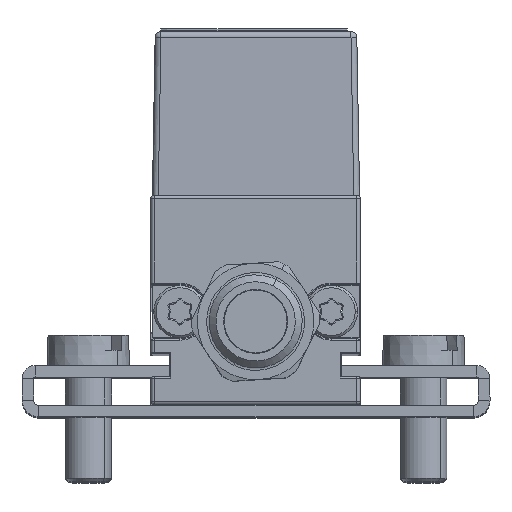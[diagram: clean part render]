
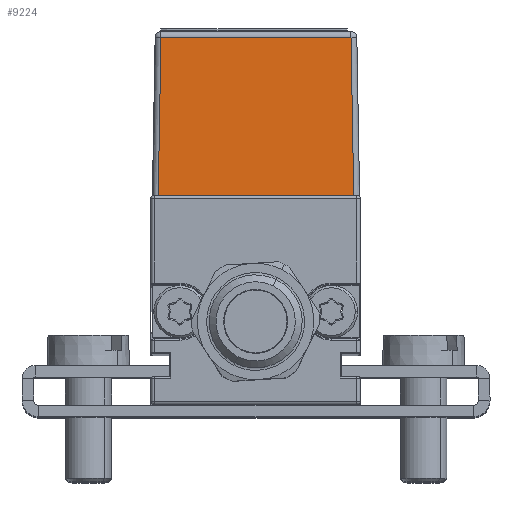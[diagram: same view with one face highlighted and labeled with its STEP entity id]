
A CAD part, top view. The second image highlights one B-rep face of the part: STEP entity #9224.
In plain terms, the highlighted planar face has unit normal (0, 0.018, 1).
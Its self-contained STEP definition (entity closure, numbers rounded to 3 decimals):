
#550 = DIRECTION ( 'NONE',  ( 0., -1., 0.017 ) ) ;
#1038 = CARTESIAN_POINT ( 'NONE',  ( 8.421, 18.302, 108.003 ) ) ;
#1741 = DIRECTION ( 'NONE',  ( 1., 0., 0. ) ) ;
#2223 = ORIENTED_EDGE ( 'NONE', *, *, #22559, .T. ) ;
#2427 = VERTEX_POINT ( 'NONE', #28273 ) ;
#3239 = DIRECTION ( 'NONE',  ( -0.017, 1., -0.017 ) ) ;
#3593 = CARTESIAN_POINT ( 'NONE',  ( -8.366, 18., 108.009 ) ) ;
#4382 = AXIS2_PLACEMENT_3D ( 'NONE', #26828, #13737, #550 ) ;
#6670 = LINE ( 'NONE', #17090, #17635 ) ;
#6847 = VECTOR ( 'NONE', #14639, 1000. ) ;
#8294 = LINE ( 'NONE', #12622, #19257 ) ;
#8909 = ORIENTED_EDGE ( 'NONE', *, *, #28212, .T. ) ;
#9224 = ADVANCED_FACE ( 'NONE', ( #23765 ), #18026, .T. ) ;
#12071 = EDGE_LOOP ( 'NONE', ( #23377, #22597, #8909, #2223 ) ) ;
#12551 = CARTESIAN_POINT ( 'NONE',  ( -8.868, 31.583, 107.771 ) ) ;
#12622 = CARTESIAN_POINT ( 'NONE',  ( -8.366, 17.991, 108.009 ) ) ;
#13737 = DIRECTION ( 'NONE',  ( 0., 0.017, 1. ) ) ;
#14639 = DIRECTION ( 'NONE',  ( -1., 0., 0. ) ) ;
#15639 = VERTEX_POINT ( 'NONE', #26152 ) ;
#17090 = CARTESIAN_POINT ( 'NONE',  ( -8.868, 18., 108.009 ) ) ;
#17233 = VECTOR ( 'NONE', #3239, 1000. ) ;
#17635 = VECTOR ( 'NONE', #1741, 1000. ) ;
#18026 = PLANE ( 'NONE',  #4382 ) ;
#18208 = CARTESIAN_POINT ( 'NONE',  ( -8.129, 31.583, 107.771 ) ) ;
#18944 = EDGE_CURVE ( 'NONE', #15639, #20441, #23653, .T. ) ;
#19257 = VECTOR ( 'NONE', #21228, 1000. ) ;
#20441 = VERTEX_POINT ( 'NONE', #18208 ) ;
#20628 = VERTEX_POINT ( 'NONE', #3593 ) ;
#21228 = DIRECTION ( 'NONE',  ( -0.017, -1., 0.017 ) ) ;
#21480 = EDGE_CURVE ( 'NONE', #2427, #15639, #23747, .T. ) ;
#22559 = EDGE_CURVE ( 'NONE', #20628, #2427, #6670, .T. ) ;
#22597 = ORIENTED_EDGE ( 'NONE', *, *, #18944, .T. ) ;
#23377 = ORIENTED_EDGE ( 'NONE', *, *, #21480, .T. ) ;
#23653 = LINE ( 'NONE', #12551, #6847 ) ;
#23747 = LINE ( 'NONE', #1038, #17233 ) ;
#23765 = FACE_OUTER_BOUND ( 'NONE', #12071, .T. ) ;
#26152 = CARTESIAN_POINT ( 'NONE',  ( 8.189, 31.583, 107.771 ) ) ;
#26828 = CARTESIAN_POINT ( 'NONE',  ( -8.868, 18., 108.009 ) ) ;
#28212 = EDGE_CURVE ( 'NONE', #20441, #20628, #8294, .T. ) ;
#28273 = CARTESIAN_POINT ( 'NONE',  ( 8.426, 18., 108.009 ) ) ;
